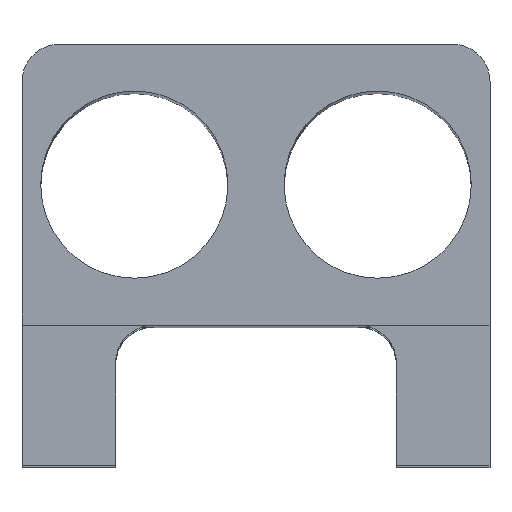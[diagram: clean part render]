
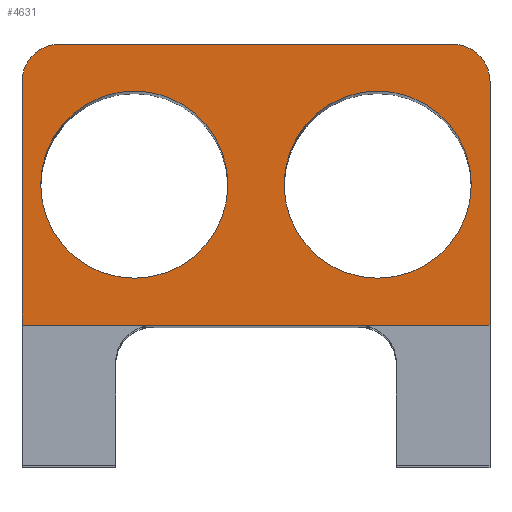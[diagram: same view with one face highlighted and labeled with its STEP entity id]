
A CAD part, top view. The second image highlights one B-rep face of the part: STEP entity #4631.
In plain terms, the highlighted planar face has unit normal (0, 0, 1).
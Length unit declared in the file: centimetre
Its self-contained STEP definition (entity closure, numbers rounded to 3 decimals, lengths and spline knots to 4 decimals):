
#10 = CIRCLE ( 'NONE', #1615, 0.2 ) ;
#172 = DIRECTION ( 'NONE',  ( -1., 0., 0. ) ) ;
#229 = CARTESIAN_POINT ( 'NONE',  ( 0.6, 0.75, 0. ) ) ;
#274 = DIRECTION ( 'NONE',  ( 1., 0., 0. ) ) ;
#369 = VECTOR ( 'NONE', #3764, 100. ) ;
#480 = DIRECTION ( 'NONE',  ( 0., 0., -1. ) ) ;
#499 = CARTESIAN_POINT ( 'NONE',  ( 0., 1.5, 0. ) ) ;
#512 = VERTEX_POINT ( 'NONE', #2749 ) ;
#525 = LINE ( 'NONE', #2779, #830 ) ;
#531 = CARTESIAN_POINT ( 'NONE',  ( 2.3, 1.3, 0. ) ) ;
#538 = EDGE_CURVE ( 'NONE', #2210, #3305, #2591, .T. ) ;
#553 = EDGE_CURVE ( 'NONE', #512, #1118, #4648, .T. ) ;
#561 = DIRECTION ( 'NONE',  ( 1., 0., 0. ) ) ;
#621 = AXIS2_PLACEMENT_3D ( 'NONE', #4256, #3103, #2437 ) ;
#707 = EDGE_CURVE ( 'NONE', #3078, #2188, #2924, .T. ) ;
#763 = EDGE_LOOP ( 'NONE', ( #4424, #3440 ) ) ;
#782 = VERTEX_POINT ( 'NONE', #3355 ) ;
#825 = DIRECTION ( 'NONE',  ( 1., 0., 0. ) ) ;
#830 = VECTOR ( 'NONE', #1286, 100. ) ;
#979 = DIRECTION ( 'NONE',  ( 1., 0., 0. ) ) ;
#1118 = VERTEX_POINT ( 'NONE', #2462 ) ;
#1130 = ORIENTED_EDGE ( 'NONE', *, *, #1520, .F. ) ;
#1209 = EDGE_CURVE ( 'NONE', #1984, #1254, #2808, .T. ) ;
#1246 = CARTESIAN_POINT ( 'NONE',  ( 0., 1.5, 0. ) ) ;
#1254 = VERTEX_POINT ( 'NONE', #4659 ) ;
#1286 = DIRECTION ( 'NONE',  ( 0., -1., 0. ) ) ;
#1350 = CARTESIAN_POINT ( 'NONE',  ( 2.4, 0.75, 0. ) ) ;
#1446 = CIRCLE ( 'NONE', #3897, 0.5 ) ;
#1460 = ORIENTED_EDGE ( 'NONE', *, *, #1209, .T. ) ;
#1514 = ORIENTED_EDGE ( 'NONE', *, *, #4633, .F. ) ;
#1520 = EDGE_CURVE ( 'NONE', #3305, #2210, #1446, .T. ) ;
#1569 = EDGE_LOOP ( 'NONE', ( #2655, #1130 ) ) ;
#1596 = CARTESIAN_POINT ( 'NONE',  ( 0., 0., 0. ) ) ;
#1604 = FACE_BOUND ( 'NONE', #1569, .T. ) ;
#1615 = AXIS2_PLACEMENT_3D ( 'NONE', #531, #1993, #172 ) ;
#1665 = ORIENTED_EDGE ( 'NONE', *, *, #1859, .T. ) ;
#1859 = EDGE_CURVE ( 'NONE', #782, #4275, #10, .T. ) ;
#1984 = VERTEX_POINT ( 'NONE', #1596 ) ;
#1985 = DIRECTION ( 'NONE',  ( 1., 0., 0. ) ) ;
#1993 = DIRECTION ( 'NONE',  ( 0., 0., 1. ) ) ;
#2101 = EDGE_CURVE ( 'NONE', #782, #1254, #525, .T. ) ;
#2188 = VERTEX_POINT ( 'NONE', #3874 ) ;
#2210 = VERTEX_POINT ( 'NONE', #1350 ) ;
#2349 = DIRECTION ( 'NONE',  ( 0., 0., 1. ) ) ;
#2395 = EDGE_CURVE ( 'NONE', #2188, #3078, #3145, .T. ) ;
#2437 = DIRECTION ( 'NONE',  ( -1., 0., 0. ) ) ;
#2462 = CARTESIAN_POINT ( 'NONE',  ( 0., 1.3, 0. ) ) ;
#2591 = CIRCLE ( 'NONE', #3811, 0.5 ) ;
#2619 = FACE_BOUND ( 'NONE', #763, .T. ) ;
#2638 = CARTESIAN_POINT ( 'NONE',  ( 0.6, 0.75, 0. ) ) ;
#2643 = CARTESIAN_POINT ( 'NONE',  ( 1.4, 0.75, 0. ) ) ;
#2655 = ORIENTED_EDGE ( 'NONE', *, *, #538, .F. ) ;
#2715 = ORIENTED_EDGE ( 'NONE', *, *, #553, .T. ) ;
#2749 = CARTESIAN_POINT ( 'NONE',  ( 0.2, 1.5, 0. ) ) ;
#2779 = CARTESIAN_POINT ( 'NONE',  ( 2.5, 1.5, 0. ) ) ;
#2808 = LINE ( 'NONE', #4266, #3713 ) ;
#2924 = CIRCLE ( 'NONE', #3146, 0.5 ) ;
#3009 = AXIS2_PLACEMENT_3D ( 'NONE', #1246, #480, #3715 ) ;
#3064 = FACE_OUTER_BOUND ( 'NONE', #3148, .T. ) ;
#3078 = VERTEX_POINT ( 'NONE', #3632 ) ;
#3103 = DIRECTION ( 'NONE',  ( 0., 0., 1. ) ) ;
#3145 = CIRCLE ( 'NONE', #3761, 0.5 ) ;
#3146 = AXIS2_PLACEMENT_3D ( 'NONE', #2638, #2349, #1985 ) ;
#3148 = EDGE_LOOP ( 'NONE', ( #1514, #2715, #3708, #1460, #4392, #1665 ) ) ;
#3152 = DIRECTION ( 'NONE',  ( 0., 0., 1. ) ) ;
#3305 = VERTEX_POINT ( 'NONE', #2643 ) ;
#3347 = CARTESIAN_POINT ( 'NONE',  ( 1.9, 0.75, 0. ) ) ;
#3355 = CARTESIAN_POINT ( 'NONE',  ( 2.5, 1.3, 0. ) ) ;
#3356 = LINE ( 'NONE', #499, #369 ) ;
#3440 = ORIENTED_EDGE ( 'NONE', *, *, #707, .F. ) ;
#3442 = CARTESIAN_POINT ( 'NONE',  ( 1.9, 0.75, 0. ) ) ;
#3578 = EDGE_CURVE ( 'NONE', #1118, #1984, #3356, .T. ) ;
#3632 = CARTESIAN_POINT ( 'NONE',  ( 0.1, 0.75, 0. ) ) ;
#3708 = ORIENTED_EDGE ( 'NONE', *, *, #3578, .T. ) ;
#3713 = VECTOR ( 'NONE', #979, 100. ) ;
#3715 = DIRECTION ( 'NONE',  ( -1., 0., 0. ) ) ;
#3742 = CARTESIAN_POINT ( 'NONE',  ( 0., 1.5, 0. ) ) ;
#3761 = AXIS2_PLACEMENT_3D ( 'NONE', #229, #4660, #274 ) ;
#3764 = DIRECTION ( 'NONE',  ( 0., -1., 0. ) ) ;
#3766 = LINE ( 'NONE', #3742, #4230 ) ;
#3811 = AXIS2_PLACEMENT_3D ( 'NONE', #3442, #3152, #561 ) ;
#3874 = CARTESIAN_POINT ( 'NONE',  ( 1.1, 0.75, 0. ) ) ;
#3897 = AXIS2_PLACEMENT_3D ( 'NONE', #3347, #4113, #825 ) ;
#4100 = PLANE ( 'NONE',  #3009 ) ;
#4113 = DIRECTION ( 'NONE',  ( 0., 0., 1. ) ) ;
#4179 = CARTESIAN_POINT ( 'NONE',  ( 2.3, 1.5, 0. ) ) ;
#4230 = VECTOR ( 'NONE', #4528, 100. ) ;
#4256 = CARTESIAN_POINT ( 'NONE',  ( 0.2, 1.3, 0. ) ) ;
#4266 = CARTESIAN_POINT ( 'NONE',  ( 0., 0., 0. ) ) ;
#4275 = VERTEX_POINT ( 'NONE', #4179 ) ;
#4392 = ORIENTED_EDGE ( 'NONE', *, *, #2101, .F. ) ;
#4424 = ORIENTED_EDGE ( 'NONE', *, *, #2395, .F. ) ;
#4528 = DIRECTION ( 'NONE',  ( 1., 0., 0. ) ) ;
#4631 = ADVANCED_FACE ( 'NONE', ( #2619, #1604, #3064 ), #4100, .F. ) ;
#4633 = EDGE_CURVE ( 'NONE', #512, #4275, #3766, .T. ) ;
#4648 = CIRCLE ( 'NONE', #621, 0.2 ) ;
#4659 = CARTESIAN_POINT ( 'NONE',  ( 2.5, 0., 0. ) ) ;
#4660 = DIRECTION ( 'NONE',  ( 0., 0., 1. ) ) ;
